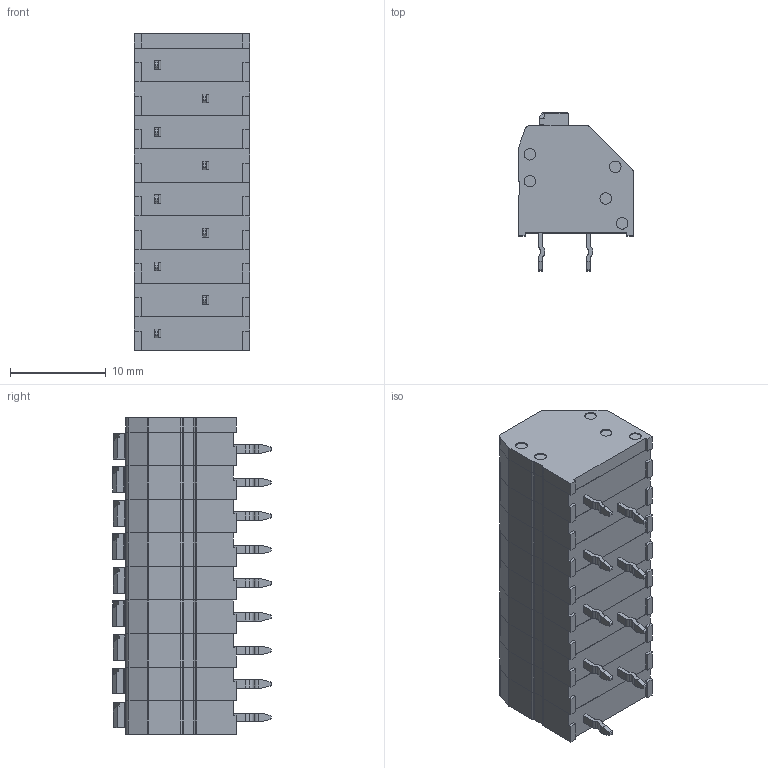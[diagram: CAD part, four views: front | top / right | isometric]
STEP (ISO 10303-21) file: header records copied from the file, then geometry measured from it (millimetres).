
FILE_DESCRIPTION (( 'STEP AP214' ), '1' );
FILE_NAME ('CUI_DEVICES_TBL002A-350-09GY-2GY.step', '2019-10-22T07:38:25', ( '' ), ( '' ), 'SwSTEP 2.0', 'SolidWorks 2019', '' );
FILE_SCHEMA (( 'AUTOMOTIVE_DESIGN' ));
Length unit declared in the file: millimetre
Products named in the file (6): TBL002A-350 - END CAP_Gray; TBL002A-350 - BODY B_Gray; TBL002A-350 - PUSH BUTTON B_Gray; CUI_DEVICES_TBL002A-350-09GY-2GY; TBL002A-350 - PUSH BUTTON A_Gray; TBL002A-350 - BODY A_Gray
Assembly tree (19 placements, depth 2):
  CUI_DEVICES_TBL002A-350-09GY-2GY
    TBL002A-350 - END CAP_Gray
    TBL002A-350 - BODY A_Gray  x5
    TBL002A-350 - BODY B_Gray  x4
    TBL002A-350 - PUSH BUTTON A_Gray  x5
    TBL002A-350 - PUSH BUTTON B_Gray  x4
Bounding box: 12 x 16.5 x 33 mm (x, y, z)
Volume: 3672.1 mm3; surface area: 5422.6 mm2
Topology: 19 solids, 19 shells, 1231 faces, 3210 edges, 2116 vertices
Faces by surface type: plane 745, cylinder 396, cone 90
Entity records: 12986 total; most frequent: CARTESIAN_POINT 1690, DIRECTION 1648, ORIENTED_EDGE 1588, EDGE_CURVE 794, LINE 556, VECTOR 556, AXIS2_PLACEMENT_3D 546, VERTEX_POINT 524
